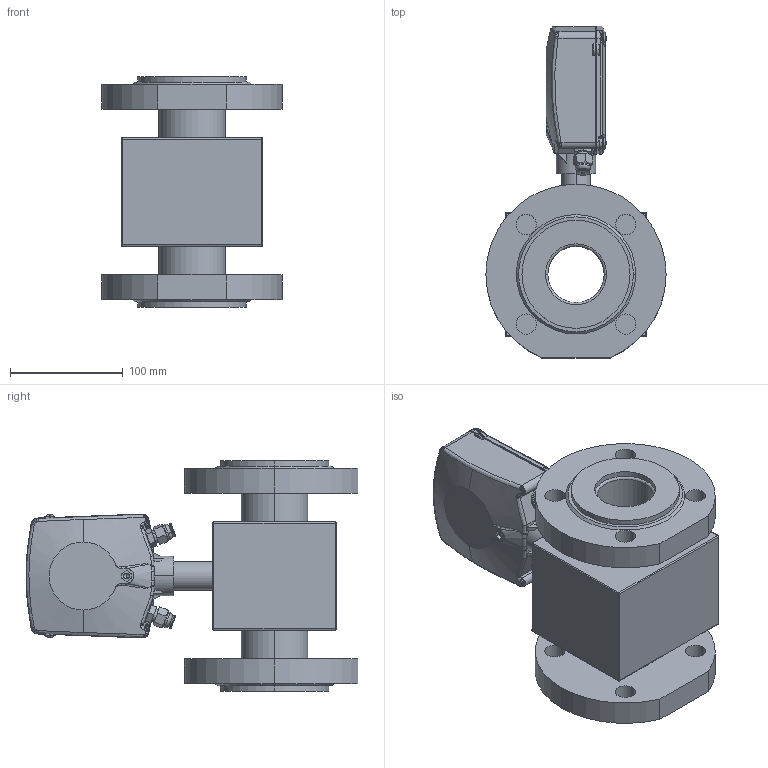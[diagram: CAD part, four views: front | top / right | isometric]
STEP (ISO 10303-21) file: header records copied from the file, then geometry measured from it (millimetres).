
FILE_DESCRIPTION (( 'STEP AP203' ), '1' );
FILE_NAME ('杬50.STEP', '2022-08-15T11:49:17', ( '' ), ( '' ), 'SwSTEP 2.0', 'SolidWorks 2014', '' );
FILE_SCHEMA (( 'CONFIG_CONTROL_DESIGN' ));
Length unit declared in the file: millimetre
Products named in the file (16): Êîðïóñ-1 ïîä Ìå; 鏝鋋瘔 鼁闉罻; Êðûøêà íåïð. îðàíæ; òðóáà50; øóðóï; 鐏鳧氀 50; ãèäðîââîä îñíîâàíèå; 膰錪犩 50; ãàéêà1 äëÿ ãèäðîââîäà; Òðóáà ñòîéêè; ãèäðîââîä 2 ãàéêà; 杬50; ãèäðîââîä çàãëóøêà; ãèäðîââîä ïðîêëàäêà; êîæóõ50; ãèäðîââîä ñáîðêà
Assembly tree (21 placements, depth 4):
  杬50
    êîæóõ50
    鏝鋋瘔 鼁闉罻
      Êîðïóñ-1 ïîä Ìå
      Êðûøêà íåïð. îðàíæ
      øóðóï  x4
      ãèäðîââîä ñáîðêà  x2
        ãèäðîââîä îñíîâàíèå
        ãàéêà1 äëÿ ãèäðîââîäà
        ãèäðîââîä 2 ãàéêà
        ãèäðîââîä çàãëóøêà
        ãèäðîââîä ïðîêëàäêà
    òðóáà50
    鐏鳧氀 50  x2
    膰錪犩 50  x2
    Òðóáà ñòîéêè
Bounding box: 160 x 294.6 x 205 mm (x, y, z)
Volume: 2157605.2 mm3; surface area: 396190.8 mm2
Topology: 23 solids, 23 shells, 955 faces, 2403 edges, 1514 vertices
Faces by surface type: cylinder 361, plane 304, bspline 136, cone 83, torus 55, sphere 16
Entity records: 32600 total; most frequent: CARTESIAN_POINT 13329, ORIENTED_EDGE 3844, DIRECTION 3407, EDGE_CURVE 1922, AXIS2_PLACEMENT_3D 1362, VERTEX_POINT 1220, EDGE_LOOP 848, ADVANCED_FACE 760
